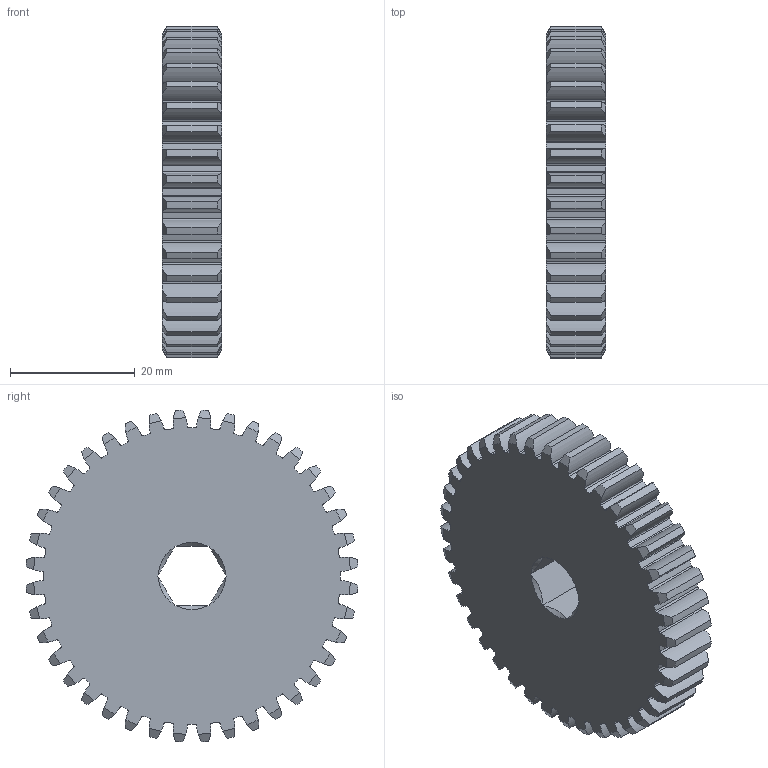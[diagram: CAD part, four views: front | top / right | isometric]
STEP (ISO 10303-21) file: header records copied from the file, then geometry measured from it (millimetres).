
FILE_DESCRIPTION((''),'2;1');
FILE_NAME('AM-0024.stp','2008-01-03T19:08:07',('Owner'),(''),'Autodesk Inventor (R) 6.0','Autodesk Inventor (R) 6.0','');
FILE_SCHEMA(('AUTOMOTIVE_DESIGN { 1 0 10303 214 1 1 1 1 }'));
Length unit declared in the file: inch
Products named in the file (1): AM-0024 Large Cluster Gear 40T
Bounding box: 9.53 x 53.25 x 53.25 mm (x, y, z)
Volume: 18283 mm3; surface area: 7202.1 mm2
Topology: 1 solids, 1 shells, 340 faces, 1026 edges, 688 vertices
Faces by surface type: cylinder 240, cone 92, plane 8
Entity records: 12343 total; most frequent: CARTESIAN_POINT 2903, DIRECTION 2096, ORIENTED_EDGE 2052, EDGE_CURVE 1026, AXIS2_PLACEMENT_3D 913, VERTEX_POINT 688, CIRCLE 572, EDGE_LOOP 342
